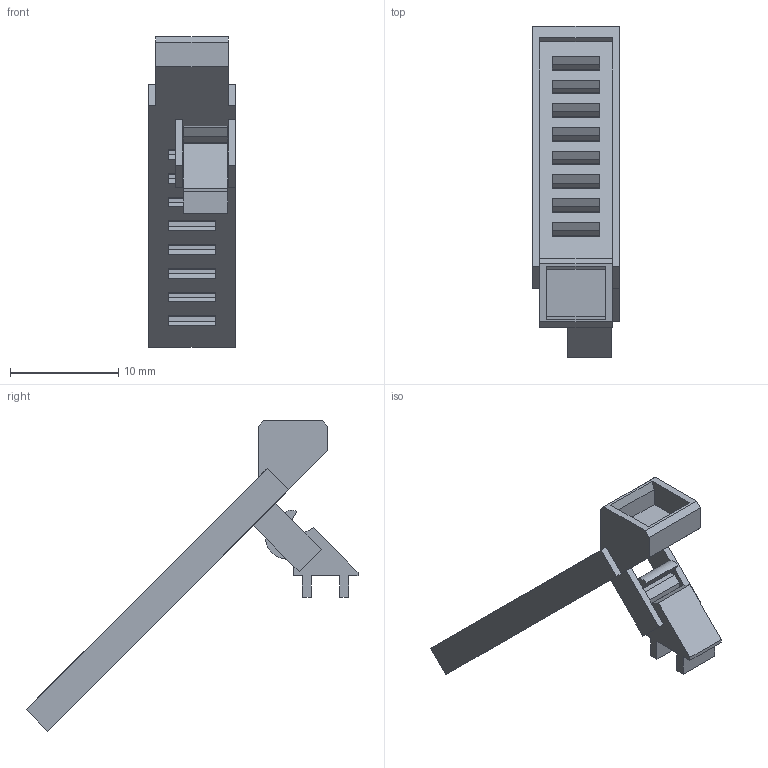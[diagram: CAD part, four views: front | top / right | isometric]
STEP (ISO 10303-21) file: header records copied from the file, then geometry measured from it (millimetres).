
FILE_DESCRIPTION(('CATIA V5R19 STEP'),'2;1');
FILE_NAME ('D1446005_0', '2014-12-12T13:05:19+00:00', ('Weidmueller Interface'), ('Weidmueller'), 'CATIA Version 5 Release 20 SP 5 (IN-10)', 'CATIA V5 STEP AP214', 'none');
FILE_SCHEMA(('AUTOMOTIVE_DESIGN { 1 0 10303 214 1 1 1 1 }'));
Length unit declared in the file: millimetre
Products named in the file (1): RAFU SCHT7
Bounding box: 8 x 30.65 x 28.66 mm (x, y, z)
Volume: 645.4 mm3; surface area: 1400.3 mm2
Topology: 2 solids, 2 shells, 124 faces, 354 edges, 236 vertices
Faces by surface type: plane 121, cylinder 3
Entity records: 3896 total; most frequent: ORIENTED_EDGE 708, CARTESIAN_POINT 690, DIRECTION 552, EDGE_CURVE 354, VECTOR 348, LINE 348, VERTEX_POINT 236, EDGE_LOOP 144
